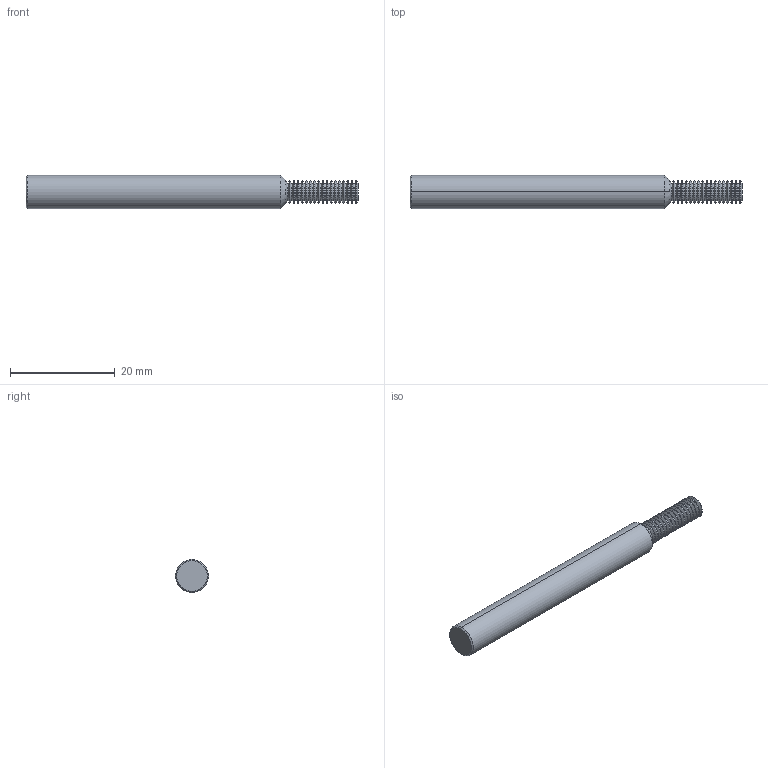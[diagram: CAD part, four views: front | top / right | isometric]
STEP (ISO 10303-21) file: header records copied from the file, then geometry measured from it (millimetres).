
FILE_DESCRIPTION (( 'STEP AP203' ), '1' );
FILE_NAME ('TM170-32.STEP', '2021-09-09T17:44:33', ( '' ), ( '' ), 'SwSTEP 2.0', 'SolidWorks 2020', '' );
FILE_SCHEMA (( 'CONFIG_CONTROL_DESIGN' ));
Length unit declared in the file: inch
Products named in the file (1): TM170-32
Bounding box: 63.5 x 6.34 x 6.34 mm (x, y, z)
Volume: 1716.9 mm3; surface area: 1309.5 mm2
Topology: 1 solids, 1 shells, 150 faces, 298 edges, 150 vertices
Faces by surface type: cylinder 74, cone 74, plane 2
Entity records: 3823 total; most frequent: DIRECTION 750, CARTESIAN_POINT 599, ORIENTED_EDGE 596, AXIS2_PLACEMENT_3D 301, EDGE_CURVE 298, CIRCLE 150, ADVANCED_FACE 150, FACE_OUTER_BOUND 150
